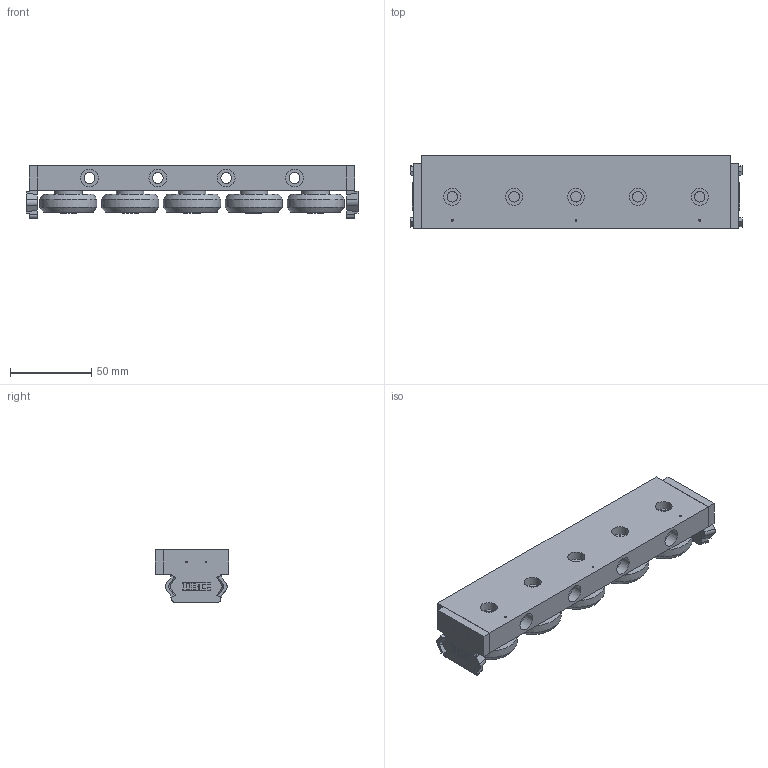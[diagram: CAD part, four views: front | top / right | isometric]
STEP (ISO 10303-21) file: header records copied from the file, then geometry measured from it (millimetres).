
FILE_DESCRIPTION((''),'2;1');
FILE_NAME('CR 43-32-2RS.AX.stp','2016-02-18T16:27:59',('MRathmann'),(''),'Autodesk Inventor 2012','Autodesk Inventor 2012','');
FILE_SCHEMA(('CONFIG_CONTROL_DESIGN'));
Length unit declared in the file: millimetre
Products named in the file (4): CR 43-32-2RS.AU; LL.CR 43-32; Dummy 35-43 ; D-ABS X43
Assembly tree (8 placements, depth 2):
  CR 43-32-2RS.AU
    LL.CR 43-32
    Dummy 35-43   x5
    D-ABS X43  x2
Bounding box: 204 x 45.2 x 32.2 mm (x, y, z)
Volume: 181050 mm3; surface area: 52350.1 mm2
Topology: 8 solids, 8 shells, 304 faces, 735 edges, 486 vertices
Faces by surface type: plane 171, cylinder 92, bspline 27, cone 14
Full cylindrical faces by diameter (mm): 1 x10, 3.242 x4, 6.5 x5, 6.647 x4, 6.7 x4, 10 x5, 10.4 x5, 11 x4, 12 x10, 17 x5
Entity records: 5023 total; most frequent: CARTESIAN_POINT 1081, DIRECTION 800, ORIENTED_EDGE 684, EDGE_CURVE 342, AXIS2_PLACEMENT_3D 298, EDGE_LOOP 274, VERTEX_POINT 258, VECTOR 204
